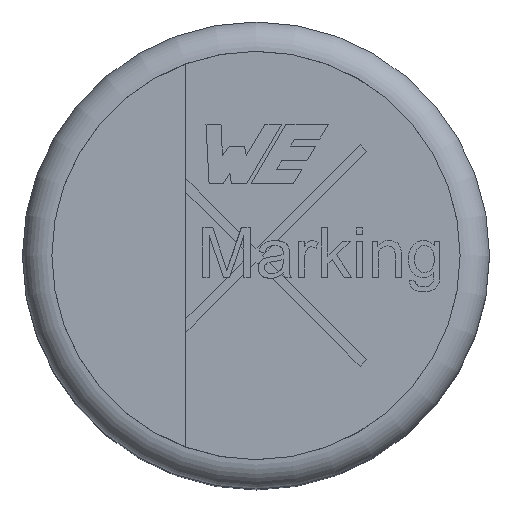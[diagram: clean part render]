
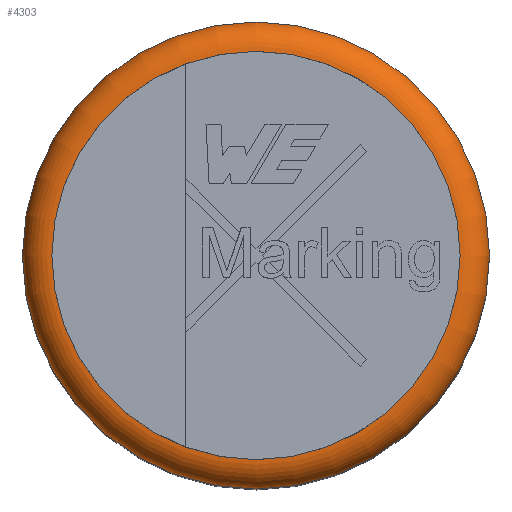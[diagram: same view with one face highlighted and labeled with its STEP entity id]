
A CAD part, top view. The second image highlights one B-rep face of the part: STEP entity #4303.
In plain terms, the highlighted toroidal (fillet/blend) face has major radius 4.371 mm and minor radius 0.629 mm.
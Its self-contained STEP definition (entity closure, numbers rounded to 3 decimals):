
#169=TOROIDAL_SURFACE('',#4550,4.371,0.629);
#1061=ORIENTED_EDGE('',*,*,#1683,.T.);
#1062=ORIENTED_EDGE('',*,*,#1836,.T.);
#1063=ORIENTED_EDGE('',*,*,#1834,.F.);
#1683=EDGE_CURVE('',#2106,#2105,#2386,.T.);
#1834=EDGE_CURVE('',#2228,#2228,#2387,.T.);
#1836=EDGE_CURVE('',#2105,#2106,#2389,.T.);
#2105=VERTEX_POINT('',#5599);
#2106=VERTEX_POINT('',#5601);
#2228=VERTEX_POINT('',#6316);
#2386=CIRCLE('',#4522,4.371);
#2387=CIRCLE('',#4548,5.);
#2389=CIRCLE('',#4551,4.371);
#2517=EDGE_LOOP('',(#1061,#1062));
#2518=EDGE_LOOP('',(#1063));
#2775=FACE_BOUND('',#2517,.T.);
#2776=FACE_BOUND('',#2518,.T.);
#4303=ADVANCED_FACE('',(#2775,#2776),#169,.T.);
#4522=AXIS2_PLACEMENT_3D('',#5600,#4870,#4871);
#4548=AXIS2_PLACEMENT_3D('',#6315,#5006,#5007);
#4550=AXIS2_PLACEMENT_3D('',#6319,#5010,#5011);
#4551=AXIS2_PLACEMENT_3D('',#6320,#5012,#5013);
#4870=DIRECTION('',(0.,0.,-1.));
#4871=DIRECTION('',(-1.,0.,0.));
#5006=DIRECTION('',(0.,0.,-1.));
#5007=DIRECTION('',(-1.,0.,0.));
#5010=DIRECTION('',(0.,0.,-1.));
#5011=DIRECTION('',(-1.,0.,0.));
#5012=DIRECTION('',(0.,0.,-1.));
#5013=DIRECTION('',(1.,0.,0.));
#5599=CARTESIAN_POINT('',(-1.5,-4.106,12.39));
#5600=CARTESIAN_POINT('',(0.,0.,12.39));
#5601=CARTESIAN_POINT('',(-1.5,4.106,12.39));
#6315=CARTESIAN_POINT('',(0.,0.,11.761));
#6316=CARTESIAN_POINT('',(-5.,0.,11.761));
#6319=CARTESIAN_POINT('',(0.,0.,11.761));
#6320=CARTESIAN_POINT('',(0.,0.,12.39));
